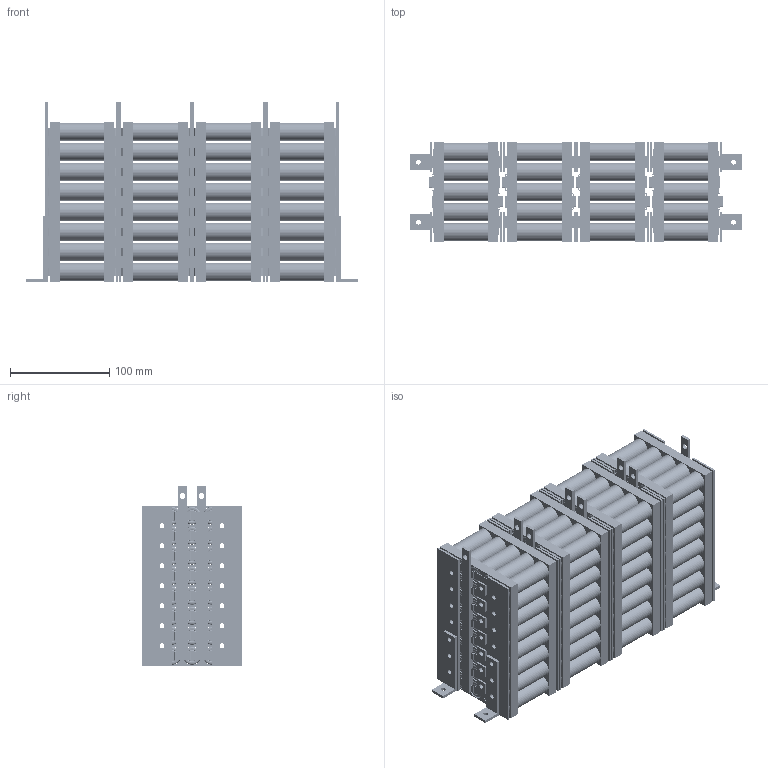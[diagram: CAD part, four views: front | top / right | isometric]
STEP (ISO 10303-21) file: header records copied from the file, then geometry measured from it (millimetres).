
FILE_DESCRIPTION(/* description */ ('STEP AP242','CAx-IF Rec.Pracs.---Representation and Presentation of Product Manufacturing Information (PMI)---4.0---2014-10-13','CAx-IF Rec.Pracs.---3D Tessellated Geometry---0.4---2014-09-14','2;1'),/* implementation_level */ '2;1');
FILE_NAME(/* name */ '638ce7fd43036c666e95ac55',/* time_stamp */ '2022-12-04T18:33:34+00:00',/* author */ (''),/* organization */ (''),/* preprocessor_version */ 'ST-DEVELOPER v18.102',/* originating_system */ ' ',/* authorisation */ ' ');
FILE_SCHEMA (('AP242_MANAGED_MODEL_BASED_3D_ENGINEERING_MIM_LF { 1 0 10303 442 1 1 4 }'));
Length unit declared in the file: metre
Products named in the file (12): 4 Modules; L-Bracket; Module (8x5) <3>; Nickel Strip; 18650 Cell; PC Sheet; Bus Bar+; Spacer; Bus Bar-; Module (8x5) <1>; Module (8x5) <4>; Module (8x5) <2>
Assembly tree (264 placements, depth 3):
  4 Modules
    L-Bracket  x4
    Module (8x5) <3>
      Nickel Strip  x16
      18650 Cell  x40
      PC Sheet  x4
      Bus Bar+
      Spacer  x2
      Bus Bar-
    Module (8x5) <1>
      18650 Cell  x40
      Nickel Strip  x16
      PC Sheet  x4
      Spacer  x2
      Bus Bar+
      Bus Bar-
    Module (8x5) <4>
      Nickel Strip  x16
      Bus Bar+
      18650 Cell  x40
      Spacer  x2
      PC Sheet  x4
      Bus Bar-
    Module (8x5) <2>
      18650 Cell  x40
      Spacer  x2
      Nickel Strip  x16
      Bus Bar+
      PC Sheet  x4
      Bus Bar-
Bounding box: 335 x 101 x 181.2 mm (x, y, z)
Volume: 3341116.6 mm3; surface area: 1369890.5 mm2
Topology: 260 solids, 260 shells, 6288 faces, 15664 edges, 9744 vertices
Faces by surface type: plane 3976, cylinder 1512, torus 800
Full cylindrical faces by diameter (mm): 5 x352, 6 x8, 18 x320, 18.35 x320
Entity records: 15320 total; most frequent: DIRECTION 2826, CARTESIAN_POINT 2411, ORIENTED_EDGE 2082, AXIS2_PLACEMENT_3D 1078, EDGE_CURVE 1041, LINE 670, VECTOR 670, VERTEX_POINT 663
